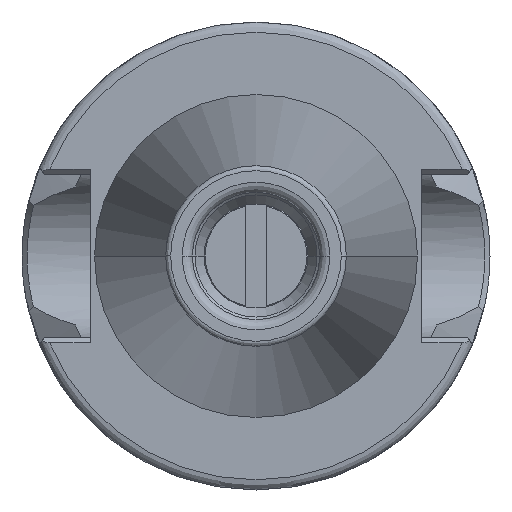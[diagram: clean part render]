
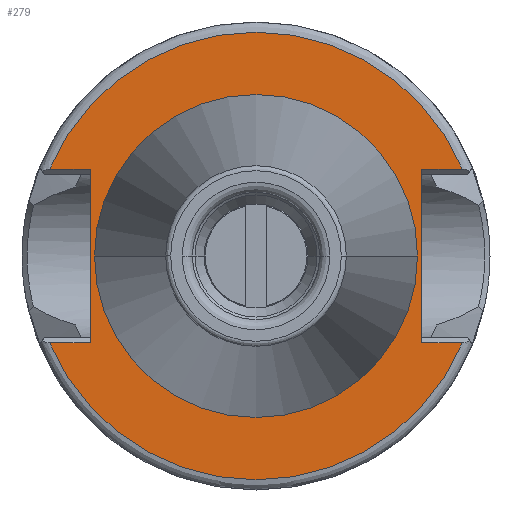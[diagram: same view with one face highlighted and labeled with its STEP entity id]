
A CAD part, left-side view. The second image highlights one B-rep face of the part: STEP entity #279.
In plain terms, the highlighted planar face has unit normal (-1, 0, 0).
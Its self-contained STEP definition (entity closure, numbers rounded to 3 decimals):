
#279=ADVANCED_FACE('',(#1318,#1319),#1317,.T.);
#1317=PLANE('',#3075);
#1318=FACE_OUTER_BOUND('',#3076,.T.);
#1319=FACE_BOUND('',#3077,.T.);
#3072=CARTESIAN_POINT('',(2.,24.325,-26.4));
#3073=DIRECTION('',(-1.,0.,0.));
#3074=DIRECTION('',(0.,-1.,0.));
#3075=AXIS2_PLACEMENT_3D('',#3072,#3073,#3074);
#3076=EDGE_LOOP('',(#4419,#4420,#4421,#4422,#4423,#4424,#4425,#4426));
#3077=EDGE_LOOP('',(#4427,#4428));
#4419=ORIENTED_EDGE('',*,*,#5101,.F.);
#4420=ORIENTED_EDGE('',*,*,#5102,.T.);
#4421=ORIENTED_EDGE('',*,*,#5091,.F.);
#4422=ORIENTED_EDGE('',*,*,#5103,.T.);
#4423=ORIENTED_EDGE('',*,*,#5104,.T.);
#4424=ORIENTED_EDGE('',*,*,#5105,.F.);
#4425=ORIENTED_EDGE('',*,*,#5098,.F.);
#4426=ORIENTED_EDGE('',*,*,#5106,.F.);
#4427=ORIENTED_EDGE('',*,*,#5107,.T.);
#4428=ORIENTED_EDGE('',*,*,#5108,.T.);
#5091=EDGE_CURVE('',#6755,#6735,#6762,.T.);
#5098=EDGE_CURVE('',#6802,#6809,#6810,.T.);
#5101=EDGE_CURVE('',#6829,#6830,#6831,.T.);
#5102=EDGE_CURVE('',#6829,#6735,#6837,.T.);
#5103=EDGE_CURVE('',#6755,#6843,#6844,.T.);
#5104=EDGE_CURVE('',#6843,#6850,#6851,.T.);
#5105=EDGE_CURVE('',#6809,#6850,#6857,.T.);
#5106=EDGE_CURVE('',#6830,#6802,#6863,.T.);
#5107=EDGE_CURVE('',#6869,#6870,#6871,.T.);
#5108=EDGE_CURVE('',#6870,#6869,#6877,.T.);
#6735=VERTEX_POINT('',#9286);
#6755=VERTEX_POINT('',#9306);
#6762=CIRCLE('',#9316,22.);
#6802=VERTEX_POINT('',#9341);
#6809=VERTEX_POINT('',#9348);
#6810=CIRCLE('',#9352,22.);
#6829=VERTEX_POINT('',#9368);
#6830=VERTEX_POINT('',#9369);
#6831=LINE('',#9370,#9371);
#6837=LINE('',#9373,#9374);
#6843=VERTEX_POINT('',#9376);
#6844=LINE('',#9377,#9378);
#6850=VERTEX_POINT('',#9380);
#6851=LINE('',#9381,#9382);
#6857=LINE('',#9384,#9385);
#6863=LINE('',#9387,#9388);
#6869=VERTEX_POINT('',#9390);
#6870=VERTEX_POINT('',#9391);
#6871=CIRCLE('',#9395,15.675);
#6877=CIRCLE('',#9399,15.675);
#9286=CARTESIAN_POINT('',(2.,-20.271,8.55));
#9306=CARTESIAN_POINT('',(2.,20.271,8.55));
#9313=CARTESIAN_POINT('',(2.,0.,0.));
#9314=DIRECTION('',(1.,0.,0.));
#9315=DIRECTION('',(0.,-1.,0.));
#9316=AXIS2_PLACEMENT_3D('',#9313,#9314,#9315);
#9341=CARTESIAN_POINT('',(2.,-20.271,-8.55));
#9348=CARTESIAN_POINT('',(2.,20.271,-8.55));
#9349=CARTESIAN_POINT('',(2.,0.,0.));
#9350=DIRECTION('',(1.,0.,0.));
#9351=DIRECTION('',(0.,-1.,0.));
#9352=AXIS2_PLACEMENT_3D('',#9349,#9350,#9351);
#9368=CARTESIAN_POINT('',(2.,-16.3,8.55));
#9369=CARTESIAN_POINT('',(2.,-16.3,-8.55));
#9370=CARTESIAN_POINT('',(2.,-16.3,8.55));
#9371=VECTOR('',#9372,17.1);
#9372=DIRECTION('',(0.,0.,-1.));
#9373=CARTESIAN_POINT('',(2.,-16.3,8.55));
#9374=VECTOR('',#9375,3.971);
#9375=DIRECTION('',(0.,-1.,0.));
#9376=CARTESIAN_POINT('',(2.,16.3,8.55));
#9377=CARTESIAN_POINT('',(2.,20.271,8.55));
#9378=VECTOR('',#9379,3.971);
#9379=DIRECTION('',(0.,-1.,0.));
#9380=CARTESIAN_POINT('',(2.,16.3,-8.55));
#9381=CARTESIAN_POINT('',(2.,16.3,8.55));
#9382=VECTOR('',#9383,17.1);
#9383=DIRECTION('',(0.,0.,-1.));
#9384=CARTESIAN_POINT('',(2.,20.271,-8.55));
#9385=VECTOR('',#9386,3.971);
#9386=DIRECTION('',(0.,-1.,0.));
#9387=CARTESIAN_POINT('',(2.,-16.3,-8.55));
#9388=VECTOR('',#9389,3.971);
#9389=DIRECTION('',(0.,-1.,0.));
#9390=CARTESIAN_POINT('',(2.,15.675,0.));
#9391=CARTESIAN_POINT('',(2.,-15.675,0.));
#9392=CARTESIAN_POINT('',(2.,0.,0.));
#9393=DIRECTION('',(1.,0.,0.));
#9394=DIRECTION('',(0.,1.,0.));
#9395=AXIS2_PLACEMENT_3D('',#9392,#9393,#9394);
#9396=CARTESIAN_POINT('',(2.,0.,0.));
#9397=DIRECTION('',(1.,0.,0.));
#9398=DIRECTION('',(0.,1.,0.));
#9399=AXIS2_PLACEMENT_3D('',#9396,#9397,#9398);
